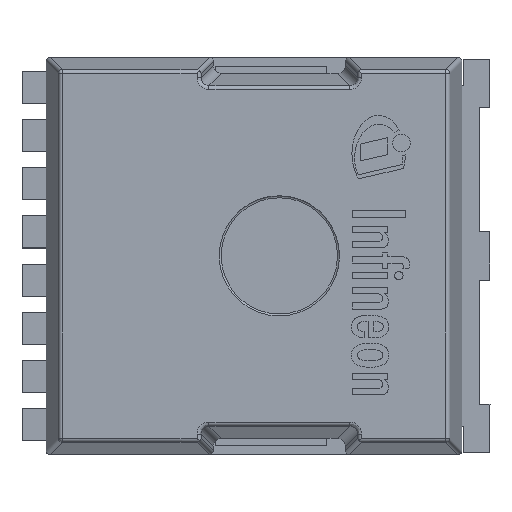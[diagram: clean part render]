
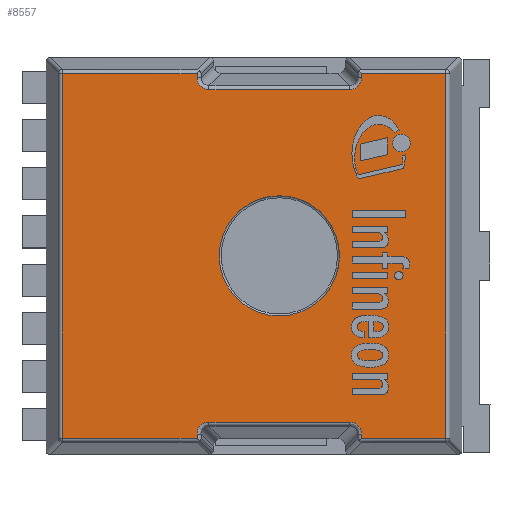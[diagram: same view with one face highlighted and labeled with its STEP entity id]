
A CAD part, top view. The second image highlights one B-rep face of the part: STEP entity #8557.
In plain terms, the highlighted planar face has unit normal (0, 0, 1).
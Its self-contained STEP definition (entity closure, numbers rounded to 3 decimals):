
#62=ELLIPSE('',#9328,0.309,0.3);
#63=ELLIPSE('',#9331,0.309,0.3);
#67=ELLIPSE('',#9341,0.309,0.3);
#68=ELLIPSE('',#9342,0.309,0.3);
#96=FACE_BOUND('',#1048,.T.);
#578=FACE_OUTER_BOUND('',#1047,.T.);
#1047=EDGE_LOOP('',(#7083,#7084,#7085,#7086,#7087,#7088,#7089,#7090,#7091,
#7092,#7093,#7094,#7095,#7096,#7097,#7098));
#1048=EDGE_LOOP('',(#7099));
#1709=LINE('',#13561,#2650);
#1724=LINE('',#13630,#2665);
#1725=LINE('',#13640,#2666);
#1734=LINE('',#13675,#2675);
#1735=LINE('',#13679,#2676);
#1736=LINE('',#13685,#2677);
#1737=LINE('',#13744,#2678);
#1739=LINE('',#13748,#2680);
#1741=LINE('',#13756,#2682);
#1744=LINE('',#13765,#2685);
#1745=LINE('',#13769,#2686);
#1746=LINE('',#13772,#2687);
#2650=VECTOR('',#11092,1.);
#2665=VECTOR('',#11177,1.);
#2666=VECTOR('',#11192,1.);
#2675=VECTOR('',#11233,1.);
#2676=VECTOR('',#11238,1.);
#2677=VECTOR('',#11245,1.);
#2678=VECTOR('',#11258,1.);
#2680=VECTOR('',#11264,1.);
#2682=VECTOR('',#11272,1.);
#2685=VECTOR('',#11281,1.);
#2686=VECTOR('',#11284,1.);
#2687=VECTOR('',#11287,1.);
#3316=CIRCLE('',#9233,1.5);
#3828=VERTEX_POINT('',#13478);
#3857=VERTEX_POINT('',#13558);
#3858=VERTEX_POINT('',#13560);
#3877=VERTEX_POINT('',#13626);
#3878=VERTEX_POINT('',#13632);
#3879=VERTEX_POINT('',#13636);
#3889=VERTEX_POINT('',#13674);
#3890=VERTEX_POINT('',#13678);
#3891=VERTEX_POINT('',#13682);
#3892=VERTEX_POINT('',#13684);
#3893=VERTEX_POINT('',#13712);
#3894=VERTEX_POINT('',#13740);
#3897=VERTEX_POINT('',#13754);
#3900=VERTEX_POINT('',#13764);
#3901=VERTEX_POINT('',#13766);
#3902=VERTEX_POINT('',#13768);
#3903=VERTEX_POINT('',#13770);
#4895=EDGE_CURVE('',#3828,#3828,#3316,.T.);
#4936=EDGE_CURVE('',#3857,#3858,#1709,.T.);
#4972=EDGE_CURVE('',#3877,#3857,#1724,.T.);
#4977=EDGE_CURVE('',#3879,#3878,#1725,.T.);
#4994=EDGE_CURVE('',#3878,#3889,#1734,.T.);
#4996=EDGE_CURVE('',#3889,#3890,#1735,.T.);
#4999=EDGE_CURVE('',#3891,#3892,#1736,.T.);
#5001=EDGE_CURVE('',#3890,#3893,#62,.T.);
#5004=EDGE_CURVE('',#3894,#3891,#63,.T.);
#5005=EDGE_CURVE('',#3893,#3894,#1737,.T.);
#5007=EDGE_CURVE('',#3892,#3877,#1739,.T.);
#5011=EDGE_CURVE('',#3897,#3879,#1741,.T.);
#5015=EDGE_CURVE('',#3900,#3897,#1744,.T.);
#5016=EDGE_CURVE('',#3901,#3900,#67,.T.);
#5017=EDGE_CURVE('',#3902,#3901,#1745,.T.);
#5018=EDGE_CURVE('',#3903,#3902,#68,.T.);
#5019=EDGE_CURVE('',#3858,#3903,#1746,.T.);
#7083=ORIENTED_EDGE('',*,*,#5011,.F.);
#7084=ORIENTED_EDGE('',*,*,#5015,.F.);
#7085=ORIENTED_EDGE('',*,*,#5016,.F.);
#7086=ORIENTED_EDGE('',*,*,#5017,.F.);
#7087=ORIENTED_EDGE('',*,*,#5018,.F.);
#7088=ORIENTED_EDGE('',*,*,#5019,.F.);
#7089=ORIENTED_EDGE('',*,*,#4936,.F.);
#7090=ORIENTED_EDGE('',*,*,#4972,.F.);
#7091=ORIENTED_EDGE('',*,*,#5007,.F.);
#7092=ORIENTED_EDGE('',*,*,#4999,.F.);
#7093=ORIENTED_EDGE('',*,*,#5004,.F.);
#7094=ORIENTED_EDGE('',*,*,#5005,.F.);
#7095=ORIENTED_EDGE('',*,*,#5001,.F.);
#7096=ORIENTED_EDGE('',*,*,#4996,.F.);
#7097=ORIENTED_EDGE('',*,*,#4994,.F.);
#7098=ORIENTED_EDGE('',*,*,#4977,.F.);
#7099=ORIENTED_EDGE('',*,*,#4895,.T.);
#8101=PLANE('',#9340);
#8557=ADVANCED_FACE('',(#578,#96),#8101,.T.);
#9233=AXIS2_PLACEMENT_3D('',#13479,#11009,#11010);
#9328=AXIS2_PLACEMENT_3D('',#13713,#11248,#11249);
#9331=AXIS2_PLACEMENT_3D('',#13742,#11254,#11255);
#9340=AXIS2_PLACEMENT_3D('',#13763,#11279,#11280);
#9341=AXIS2_PLACEMENT_3D('',#13767,#11282,#11283);
#9342=AXIS2_PLACEMENT_3D('',#13771,#11285,#11286);
#11009=DIRECTION('center_axis',(0.,0.,-1.));
#11010=DIRECTION('ref_axis',(-1.,0.,0.));
#11092=DIRECTION('',(1.,0.,0.));
#11177=DIRECTION('',(0.,1.,0.));
#11192=DIRECTION('',(0.,-1.,0.));
#11233=DIRECTION('',(-1.,0.,0.));
#11238=DIRECTION('',(0.,1.,0.));
#11245=DIRECTION('',(0.,-1.,0.));
#11248=DIRECTION('center_axis',(0.,0.,1.));
#11249=DIRECTION('ref_axis',(0.707,0.707,0.));
#11254=DIRECTION('center_axis',(0.,0.,1.));
#11255=DIRECTION('ref_axis',(-0.707,0.707,0.));
#11258=DIRECTION('',(-1.,0.,0.));
#11264=DIRECTION('',(-1.,0.,0.));
#11272=DIRECTION('',(1.,0.,0.));
#11279=DIRECTION('center_axis',(0.,0.,1.));
#11280=DIRECTION('ref_axis',(0.,-1.,0.));
#11281=DIRECTION('',(0.,1.,0.));
#11282=DIRECTION('center_axis',(0.,0.,1.));
#11283=DIRECTION('ref_axis',(0.707,-0.707,0.));
#11284=DIRECTION('',(1.,0.,0.));
#11285=DIRECTION('center_axis',(0.,0.,1.));
#11286=DIRECTION('ref_axis',(-0.707,-0.707,0.));
#11287=DIRECTION('',(0.,-1.,0.));
#13478=CARTESIAN_POINT('',(2.083,0.,2.3));
#13479=CARTESIAN_POINT('Origin',(0.583,0.,
2.3));
#13558=CARTESIAN_POINT('',(-4.836,4.549,2.3));
#13560=CARTESIAN_POINT('',(-1.469,4.549,2.3));
#13561=CARTESIAN_POINT('',(0.199,4.549,2.3));
#13626=CARTESIAN_POINT('',(-4.836,-4.549,2.3));
#13630=CARTESIAN_POINT('',(-4.836,4.95,2.3));
#13632=CARTESIAN_POINT('',(4.736,-4.549,2.3));
#13636=CARTESIAN_POINT('',(4.736,4.549,2.3));
#13640=CARTESIAN_POINT('',(4.736,4.95,2.3));
#13674=CARTESIAN_POINT('',(2.634,-4.549,2.3));
#13675=CARTESIAN_POINT('',(0.199,-4.549,2.3));
#13678=CARTESIAN_POINT('',(2.634,-4.444,2.3));
#13679=CARTESIAN_POINT('',(2.634,-0.1,2.3));
#13682=CARTESIAN_POINT('',(-1.469,-4.444,2.3));
#13684=CARTESIAN_POINT('',(-1.469,-4.549,2.3));
#13685=CARTESIAN_POINT('',(-1.469,-0.1,2.3));
#13712=CARTESIAN_POINT('',(2.338,-4.149,2.3));
#13713=CARTESIAN_POINT('Origin',(2.329,-4.453,2.3));
#13740=CARTESIAN_POINT('',(-1.173,-4.149,2.3));
#13742=CARTESIAN_POINT('Origin',(-1.164,-4.453,2.3));
#13744=CARTESIAN_POINT('',(-3.232,-4.149,2.3));
#13748=CARTESIAN_POINT('',(0.159,-4.549,2.3));
#13754=CARTESIAN_POINT('',(2.634,4.549,2.3));
#13756=CARTESIAN_POINT('',(0.159,4.549,2.3));
#13763=CARTESIAN_POINT('Origin',(-4.88,4.95,2.3));
#13764=CARTESIAN_POINT('',(2.634,4.444,2.3));
#13765=CARTESIAN_POINT('',(2.634,4.491,2.3));
#13766=CARTESIAN_POINT('',(2.338,4.149,2.3));
#13767=CARTESIAN_POINT('Origin',(2.329,4.453,2.3));
#13768=CARTESIAN_POINT('',(-1.173,4.149,2.3));
#13769=CARTESIAN_POINT('',(-3.232,4.149,2.3));
#13770=CARTESIAN_POINT('',(-1.469,4.444,2.3));
#13771=CARTESIAN_POINT('Origin',(-1.164,4.453,2.3));
#13772=CARTESIAN_POINT('',(-1.469,4.491,2.3));
